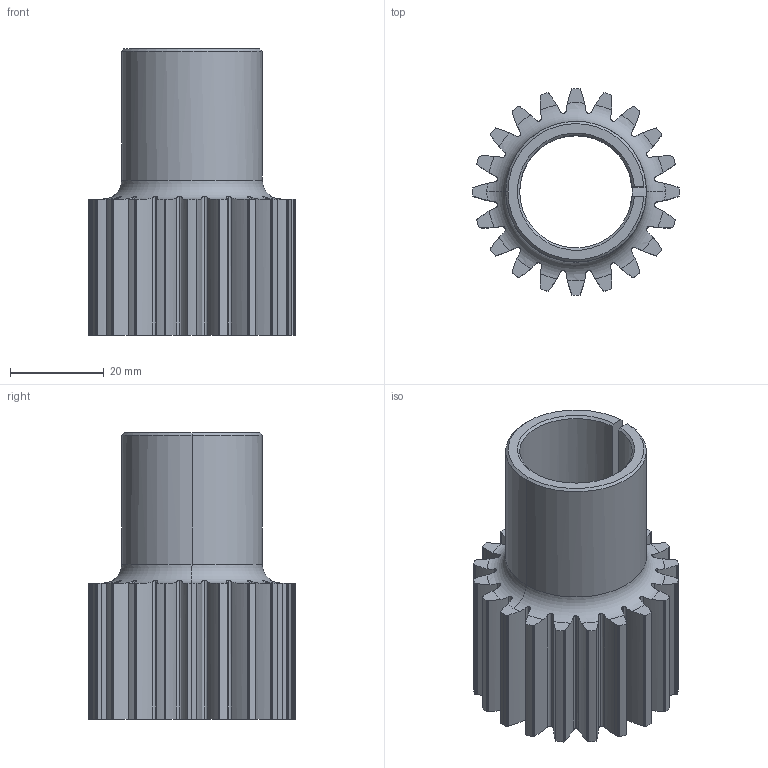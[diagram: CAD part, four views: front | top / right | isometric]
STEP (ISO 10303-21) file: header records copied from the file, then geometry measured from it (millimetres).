
FILE_DESCRIPTION (( 'STEP AP214' ), '1' );
FILE_NAME ('PIGNON LPI2.STEP', '2023-02-24T13:11:59', ( '' ), ( '' ), 'SwSTEP 2.0', 'SolidWorks 2021', '' );
FILE_SCHEMA (( 'AUTOMOTIVE_DESIGN' ));
Length unit declared in the file: millimetre
Products named in the file (1): PIGNON LPI2
Bounding box: 44 x 44 x 61 mm (x, y, z)
Volume: 31096.3 mm3; surface area: 16622.8 mm2
Topology: 1 solids, 1 shells, 367 faces, 1093 edges, 727 vertices
Faces by surface type: bspline 160, cylinder 136, plane 64, cone 5, torus 2
Entity records: 13430 total; most frequent: CARTESIAN_POINT 4752, ORIENTED_EDGE 2186, DIRECTION 1266, EDGE_CURVE 1093, VERTEX_POINT 727, B_SPLINE_CURVE_WITH_KNOTS 496, AXIS2_PLACEMENT_3D 461, EDGE_LOOP 368
